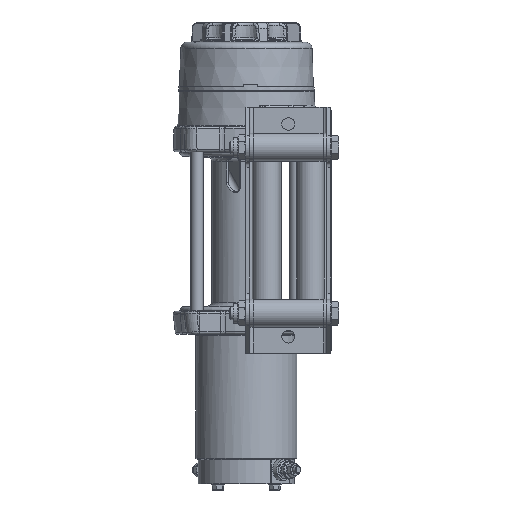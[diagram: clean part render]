
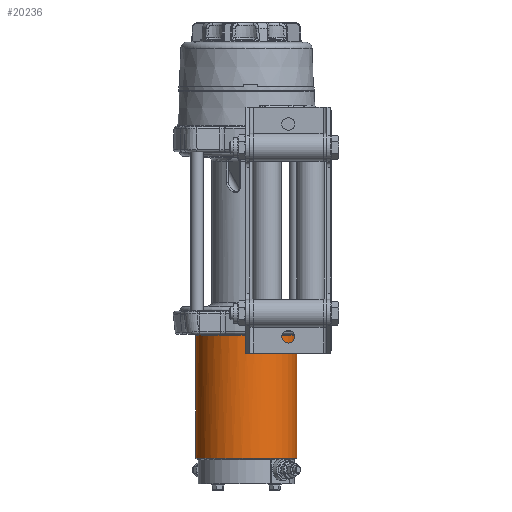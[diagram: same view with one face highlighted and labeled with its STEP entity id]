
A CAD part, left-side view. The second image highlights one B-rep face of the part: STEP entity #20236.
In plain terms, the highlighted cylindrical face has radius 40 mm (diameter 80 mm), a full revolution.
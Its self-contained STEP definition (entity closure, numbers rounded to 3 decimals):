
#1552=LINE('',#37266,#2717);
#2717=VECTOR('',#25498,40.);
#3588=CYLINDRICAL_SURFACE('',#21895,40.);
#4195=FACE_OUTER_BOUND('',#5433,.T.);
#5433=EDGE_LOOP('',(#14922,#14923,#14924,#14925,#14926,#14927,#14928));
#6740=CIRCLE('',#21809,40.);
#6741=CIRCLE('',#21810,40.);
#6742=CIRCLE('',#21811,40.);
#6800=CIRCLE('',#21896,40.);
#6801=CIRCLE('',#21897,40.);
#8454=VERTEX_POINT('',#37027);
#8455=VERTEX_POINT('',#37029);
#8456=VERTEX_POINT('',#37031);
#8508=VERTEX_POINT('',#37265);
#8509=VERTEX_POINT('',#37267);
#10860=EDGE_CURVE('',#8455,#8454,#6740,.T.);
#10861=EDGE_CURVE('',#8456,#8455,#6741,.T.);
#10862=EDGE_CURVE('',#8454,#8456,#6742,.T.);
#10950=EDGE_CURVE('',#8455,#8508,#1552,.T.);
#10951=EDGE_CURVE('',#8508,#8509,#6800,.T.);
#10952=EDGE_CURVE('',#8509,#8508,#6801,.T.);
#14922=ORIENTED_EDGE('',*,*,#10861,.T.);
#14923=ORIENTED_EDGE('',*,*,#10950,.T.);
#14924=ORIENTED_EDGE('',*,*,#10951,.T.);
#14925=ORIENTED_EDGE('',*,*,#10952,.T.);
#14926=ORIENTED_EDGE('',*,*,#10950,.F.);
#14927=ORIENTED_EDGE('',*,*,#10860,.T.);
#14928=ORIENTED_EDGE('',*,*,#10862,.T.);
#20236=ADVANCED_FACE('',(#4195),#3588,.T.);
#21809=AXIS2_PLACEMENT_3D('',#37030,#25295,#25296);
#21810=AXIS2_PLACEMENT_3D('',#37032,#25297,#25298);
#21811=AXIS2_PLACEMENT_3D('',#37033,#25299,#25300);
#21895=AXIS2_PLACEMENT_3D('',#37264,#25496,#25497);
#21896=AXIS2_PLACEMENT_3D('',#37268,#25499,#25500);
#21897=AXIS2_PLACEMENT_3D('',#37269,#25501,#25502);
#25295=DIRECTION('center_axis',(0.,0.,
-1.));
#25296=DIRECTION('ref_axis',(-0.707,-0.707,0.));
#25297=DIRECTION('center_axis',(0.,0.,
-1.));
#25298=DIRECTION('ref_axis',(-0.707,-0.707,0.));
#25299=DIRECTION('center_axis',(0.,0.,
-1.));
#25300=DIRECTION('ref_axis',(-0.707,-0.707,0.));
#25496=DIRECTION('center_axis',(0.,0.,
1.));
#25497=DIRECTION('ref_axis',(0.707,0.707,0.));
#25498=DIRECTION('',(0.,0.,-1.));
#25499=DIRECTION('center_axis',(0.,0.,
1.));
#25500=DIRECTION('ref_axis',(-0.707,-0.707,0.));
#25501=DIRECTION('center_axis',(0.,0.,
1.));
#25502=DIRECTION('ref_axis',(-0.707,-0.707,0.));
#37027=CARTESIAN_POINT('',(-40.,0.,-247.));
#37029=CARTESIAN_POINT('',(-28.284,-28.284,-247.));
#37030=CARTESIAN_POINT('Origin',(0.,0.,
-247.));
#37031=CARTESIAN_POINT('',(40.,0.,-247.));
#37032=CARTESIAN_POINT('Origin',(0.,0.,
-247.));
#37033=CARTESIAN_POINT('Origin',(0.,0.,
-247.));
#37264=CARTESIAN_POINT('Origin',(0.,0.,
-364.));
#37265=CARTESIAN_POINT('',(-28.284,-28.284,-344.));
#37266=CARTESIAN_POINT('',(-28.284,-28.284,-364.));
#37267=CARTESIAN_POINT('',(28.284,28.284,-344.));
#37268=CARTESIAN_POINT('Origin',(0.,0.,
-344.));
#37269=CARTESIAN_POINT('Origin',(0.,0.,
-344.));
